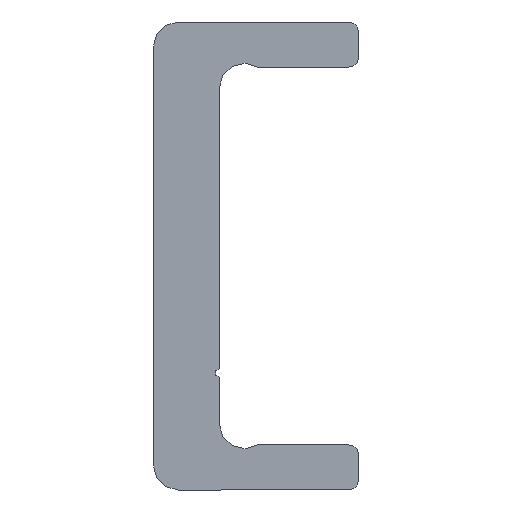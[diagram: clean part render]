
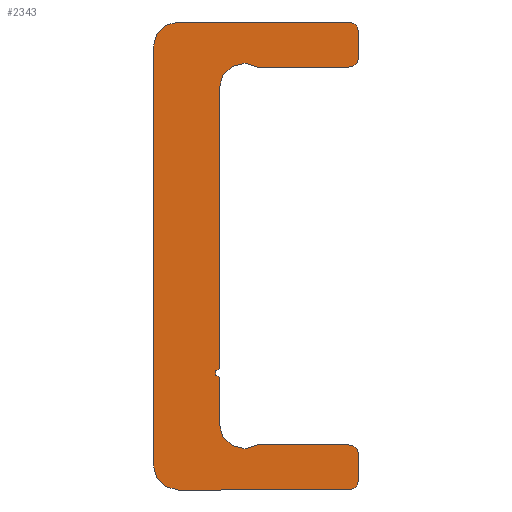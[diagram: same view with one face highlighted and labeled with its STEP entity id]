
A CAD part, left-side view. The second image highlights one B-rep face of the part: STEP entity #2343.
In plain terms, the highlighted planar face has unit normal (-1, 0, 0).
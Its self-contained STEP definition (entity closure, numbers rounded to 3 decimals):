
#1571=CARTESIAN_POINT('',(0.0,2.2,10.03));
#1572=VERTEX_POINT('',#1571);
#1579=CARTESIAN_POINT('',(0.0,2.2,-6.75));
#1580=VERTEX_POINT('',#1579);
#1581=CARTESIAN_POINT('',(0.0,2.2,10.03));
#1582=DIRECTION('',(0.0,0.0,-1.0));
#1583=VECTOR('',#1582,16.78);
#1584=LINE('',#1581,#1583);
#1585=EDGE_CURVE('',#1572,#1580,#1584,.T.);
#1703=CARTESIAN_POINT('',(0.0,-0.098,11.3));
#1704=VERTEX_POINT('',#1703);
#1711=CARTESIAN_POINT('',(0.0,0.7,10.03));
#1712=DIRECTION('',(-1.0,0.0,0.0));
#1713=DIRECTION('',(0.0,-1.0,0.0));
#1714=AXIS2_PLACEMENT_3D('',#1711,#1712,#1713);
#1715=CIRCLE('',#1714,1.5);
#1716=EDGE_CURVE('',#1704,#1572,#1715,.T.);
#1735=CARTESIAN_POINT('',(0.0,-5.55,11.3));
#1736=VERTEX_POINT('',#1735);
#1743=CARTESIAN_POINT('',(0.0,-5.55,11.3));
#1744=DIRECTION('',(0.0,1.0,0.0));
#1745=VECTOR('',#1744,5.452);
#1746=LINE('',#1743,#1745);
#1747=EDGE_CURVE('',#1736,#1704,#1746,.T.);
#1767=CARTESIAN_POINT('',(0.0,-6.15,11.9));
#1768=VERTEX_POINT('',#1767);
#1775=CARTESIAN_POINT('',(0.0,-5.55,11.9));
#1776=DIRECTION('',(1.0,0.0,0.0));
#1777=DIRECTION('',(0.0,-1.0,0.0));
#1778=AXIS2_PLACEMENT_3D('',#1775,#1776,#1777);
#1779=CIRCLE('',#1778,0.6);
#1780=EDGE_CURVE('',#1768,#1736,#1779,.T.);
#1799=CARTESIAN_POINT('',(0.0,-6.15,13.4));
#1800=VERTEX_POINT('',#1799);
#1807=CARTESIAN_POINT('',(0.0,-6.15,13.4));
#1808=DIRECTION('',(0.0,0.0,-1.0));
#1809=VECTOR('',#1808,1.5);
#1810=LINE('',#1807,#1809);
#1811=EDGE_CURVE('',#1800,#1768,#1810,.T.);
#1831=CARTESIAN_POINT('',(0.0,-5.55,14.));
#1832=VERTEX_POINT('',#1831);
#1839=CARTESIAN_POINT('',(0.0,-5.55,13.4));
#1840=DIRECTION('',(1.0,0.0,0.0));
#1841=DIRECTION('',(0.0,0.0,1.0));
#1842=AXIS2_PLACEMENT_3D('',#1839,#1840,#1841);
#1843=CIRCLE('',#1842,0.6);
#1844=EDGE_CURVE('',#1832,#1800,#1843,.T.);
#1863=CARTESIAN_POINT('',(0.0,4.65,14.));
#1864=VERTEX_POINT('',#1863);
#1871=CARTESIAN_POINT('',(0.0,4.65,14.));
#1872=DIRECTION('',(0.0,-1.0,0.0));
#1873=VECTOR('',#1872,10.2);
#1874=LINE('',#1871,#1873);
#1875=EDGE_CURVE('',#1864,#1832,#1874,.T.);
#1895=CARTESIAN_POINT('',(0.0,6.15,12.5));
#1896=VERTEX_POINT('',#1895);
#1903=CARTESIAN_POINT('',(0.0,4.65,12.5));
#1904=DIRECTION('',(1.0,0.0,0.0));
#1905=DIRECTION('',(0.0,1.0,0.0));
#1906=AXIS2_PLACEMENT_3D('',#1903,#1904,#1905);
#1907=CIRCLE('',#1906,1.5);
#1908=EDGE_CURVE('',#1896,#1864,#1907,.T.);
#1927=CARTESIAN_POINT('',(0.0,6.15,-12.5));
#1928=VERTEX_POINT('',#1927);
#1935=CARTESIAN_POINT('',(0.0,6.15,-12.5));
#1936=DIRECTION('',(0.0,0.0,1.0));
#1937=VECTOR('',#1936,25.);
#1938=LINE('',#1935,#1937);
#1939=EDGE_CURVE('',#1928,#1896,#1938,.T.);
#2052=CARTESIAN_POINT('',(0.0,4.65,-14.));
#2053=VERTEX_POINT('',#2052);
#2060=CARTESIAN_POINT('',(0.0,4.65,-12.5));
#2061=DIRECTION('',(1.0,0.0,0.0));
#2062=DIRECTION('',(0.0,0.0,-1.0));
#2063=AXIS2_PLACEMENT_3D('',#2060,#2061,#2062);
#2064=CIRCLE('',#2063,1.5);
#2065=EDGE_CURVE('',#2053,#1928,#2064,.T.);
#2084=CARTESIAN_POINT('',(0.0,-5.55,-14.));
#2085=VERTEX_POINT('',#2084);
#2092=CARTESIAN_POINT('',(0.0,-5.55,-14.));
#2093=DIRECTION('',(0.0,1.0,0.0));
#2094=VECTOR('',#2093,10.2);
#2095=LINE('',#2092,#2094);
#2096=EDGE_CURVE('',#2085,#2053,#2095,.T.);
#2116=CARTESIAN_POINT('',(0.0,-6.15,-13.4));
#2117=VERTEX_POINT('',#2116);
#2124=CARTESIAN_POINT('',(0.0,-5.55,-13.4));
#2125=DIRECTION('',(1.0,0.0,0.0));
#2126=DIRECTION('',(0.0,-1.0,0.0));
#2127=AXIS2_PLACEMENT_3D('',#2124,#2125,#2126);
#2128=CIRCLE('',#2127,0.6);
#2129=EDGE_CURVE('',#2117,#2085,#2128,.T.);
#2148=CARTESIAN_POINT('',(0.0,-6.15,-11.9));
#2149=VERTEX_POINT('',#2148);
#2156=CARTESIAN_POINT('',(0.0,-6.15,-11.9));
#2157=DIRECTION('',(0.0,0.0,-1.0));
#2158=VECTOR('',#2157,1.5);
#2159=LINE('',#2156,#2158);
#2160=EDGE_CURVE('',#2149,#2117,#2159,.T.);
#2180=CARTESIAN_POINT('',(0.0,-5.55,-11.3));
#2181=VERTEX_POINT('',#2180);
#2188=CARTESIAN_POINT('',(0.0,-5.55,-11.9));
#2189=DIRECTION('',(1.0,0.0,0.0));
#2190=DIRECTION('',(0.0,0.0,1.0));
#2191=AXIS2_PLACEMENT_3D('',#2188,#2189,#2190);
#2192=CIRCLE('',#2191,0.6);
#2193=EDGE_CURVE('',#2181,#2149,#2192,.T.);
#2212=CARTESIAN_POINT('',(0.0,-0.098,-11.3));
#2213=VERTEX_POINT('',#2212);
#2220=CARTESIAN_POINT('',(0.0,-0.098,-11.3));
#2221=DIRECTION('',(0.0,-1.0,0.0));
#2222=VECTOR('',#2221,5.452);
#2223=LINE('',#2220,#2222);
#2224=EDGE_CURVE('',#2213,#2181,#2223,.T.);
#2244=CARTESIAN_POINT('',(0.0,2.2,-10.03));
#2245=VERTEX_POINT('',#2244);
#2252=CARTESIAN_POINT('',(0.0,0.7,-10.03));
#2253=DIRECTION('',(-1.0,0.0,0.0));
#2254=DIRECTION('',(0.0,0.532,0.847));
#2255=AXIS2_PLACEMENT_3D('',#2252,#2253,#2254);
#2256=CIRCLE('',#2255,1.5);
#2257=EDGE_CURVE('',#2245,#2213,#2256,.T.);
#2276=CARTESIAN_POINT('',(0.0,2.2,-7.25));
#2277=VERTEX_POINT('',#2276);
#2284=CARTESIAN_POINT('',(0.0,2.2,-7.25));
#2285=DIRECTION('',(0.0,0.0,-1.0));
#2286=VECTOR('',#2285,2.78);
#2287=LINE('',#2284,#2286);
#2288=EDGE_CURVE('',#2277,#2245,#2287,.T.);
#2307=CARTESIAN_POINT('',(0.0,2.2,-7.));
#2308=DIRECTION('',(-1.0,0.0,0.0));
#2309=DIRECTION('',(0.0,0.0,1.0));
#2310=AXIS2_PLACEMENT_3D('',#2307,#2308,#2309);
#2311=CIRCLE('',#2310,0.25);
#2312=EDGE_CURVE('',#1580,#2277,#2311,.T.);
#2318=CARTESIAN_POINT('',(0.0,1.611,-0.021));
#2319=DIRECTION('',(1.0,0.0,0.0));
#2320=DIRECTION('',(0.0,0.0,-1.0));
#2321=AXIS2_PLACEMENT_3D('',#2318,#2319,#2320);
#2322=PLANE('',#2321);
#2323=ORIENTED_EDGE('',*,*,#2312,.F.);
#2324=ORIENTED_EDGE('',*,*,#1585,.F.);
#2325=ORIENTED_EDGE('',*,*,#1716,.F.);
#2326=ORIENTED_EDGE('',*,*,#1747,.F.);
#2327=ORIENTED_EDGE('',*,*,#1780,.F.);
#2328=ORIENTED_EDGE('',*,*,#1811,.F.);
#2329=ORIENTED_EDGE('',*,*,#1844,.F.);
#2330=ORIENTED_EDGE('',*,*,#1875,.F.);
#2331=ORIENTED_EDGE('',*,*,#1908,.F.);
#2332=ORIENTED_EDGE('',*,*,#1939,.F.);
#2333=ORIENTED_EDGE('',*,*,#2065,.F.);
#2334=ORIENTED_EDGE('',*,*,#2096,.F.);
#2335=ORIENTED_EDGE('',*,*,#2129,.F.);
#2336=ORIENTED_EDGE('',*,*,#2160,.F.);
#2337=ORIENTED_EDGE('',*,*,#2193,.F.);
#2338=ORIENTED_EDGE('',*,*,#2224,.F.);
#2339=ORIENTED_EDGE('',*,*,#2257,.F.);
#2340=ORIENTED_EDGE('',*,*,#2288,.F.);
#2341=EDGE_LOOP('',(#2323,#2324,#2325,#2326,#2327,#2328,#2329,#2330,#2331,#2332,#2333,#2334,#2335,#2336,#2337,#2338,#2339,#2340));
#2342=FACE_OUTER_BOUND('',#2341,.T.);
#2343=ADVANCED_FACE('',(#2342),#2322,.F.);
